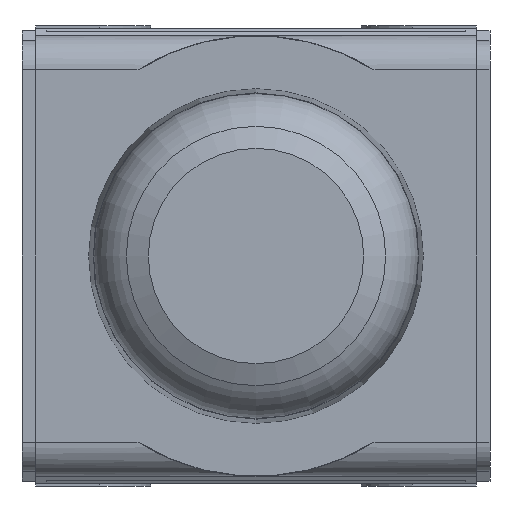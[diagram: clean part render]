
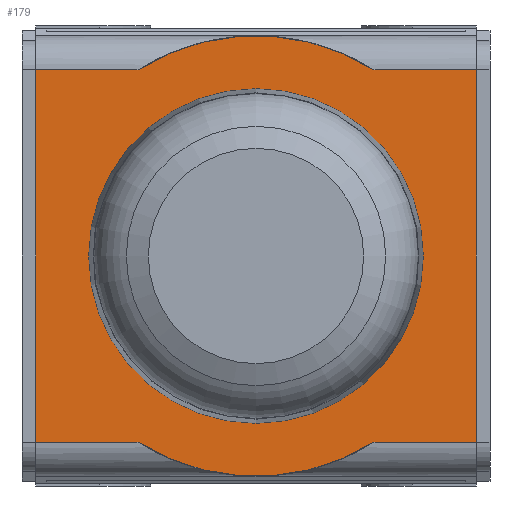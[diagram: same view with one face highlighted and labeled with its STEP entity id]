
A CAD part, front view. The second image highlights one B-rep face of the part: STEP entity #179.
In plain terms, the highlighted planar face has unit normal (0, -1, 0).
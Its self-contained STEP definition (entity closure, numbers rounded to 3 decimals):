
#179 = ADVANCED_FACE( '', ( #399 ), #400, .F. );
#399 = FACE_OUTER_BOUND( '', #859, .T. );
#400 = PLANE( '', #860 );
#859 = EDGE_LOOP( '', ( #1385, #1386, #1387, #1388, #1389, #1390, #1391, #1392 ) );
#860 = AXIS2_PLACEMENT_3D( '', #1393, #1394, #1395 );
#1385 = ORIENTED_EDGE( '', *, *, #2932, .T. );
#1386 = ORIENTED_EDGE( '', *, *, #2915, .T. );
#1387 = ORIENTED_EDGE( '', *, *, #2928, .T. );
#1388 = ORIENTED_EDGE( '', *, *, #2933, .T. );
#1389 = ORIENTED_EDGE( '', *, *, #2919, .F. );
#1390 = ORIENTED_EDGE( '', *, *, #2934, .T. );
#1391 = ORIENTED_EDGE( '', *, *, #2925, .F. );
#1392 = ORIENTED_EDGE( '', *, *, #2935, .F. );
#1393 = CARTESIAN_POINT( '', ( 22.5, 0., 19. ) );
#1394 = DIRECTION( '', ( 0., 1., 0. ) );
#1395 = DIRECTION( '', ( 0., 0., 1. ) );
#2915 = EDGE_CURVE( '', #3439, #3440, #3441, .T. );
#2919 = EDGE_CURVE( '', #3445, #3448, #3449, .T. );
#2925 = EDGE_CURVE( '', #3457, #3453, #3459, .T. );
#2928 = EDGE_CURVE( '', #3440, #3462, #3464, .T. );
#2932 = EDGE_CURVE( '', #3470, #3439, #3471, .T. );
#2933 = EDGE_CURVE( '', #3462, #3448, #3472, .T. );
#2934 = EDGE_CURVE( '', #3445, #3453, #3473, .T. );
#2935 = EDGE_CURVE( '', #3470, #3457, #3474, .T. );
#3439 = VERTEX_POINT( '', #4292 );
#3440 = VERTEX_POINT( '', #4293 );
#3441 = CIRCLE( '', #4294, 22.5 );
#3445 = VERTEX_POINT( '', #4332 );
#3448 = VERTEX_POINT( '', #4352 );
#3449 = LINE( '', #4353, #4354 );
#3453 = VERTEX_POINT( '', #4359 );
#3457 = VERTEX_POINT( '', #4381 );
#3459 = LINE( '', #4383, #4384 );
#3462 = VERTEX_POINT( '', #4388 );
#3464 = LINE( '', #4390, #4391 );
#3470 = VERTEX_POINT( '', #4400 );
#3471 = LINE( '', #4401, #4402 );
#3472 = LINE( '', #4403, #4404 );
#3473 = CIRCLE( '', #4405, 22.5 );
#3474 = LINE( '', #4406, #4407 );
#4292 = CARTESIAN_POINT( '', ( 12.052, 0., 19. ) );
#4293 = CARTESIAN_POINT( '', ( -12.052, 0., 19. ) );
#4294 = AXIS2_PLACEMENT_3D( '', #5540, #5541, #5542 );
#4332 = CARTESIAN_POINT( '', ( -12.052, 0., -19. ) );
#4352 = CARTESIAN_POINT( '', ( -22.5, 0., -19. ) );
#4353 = CARTESIAN_POINT( '', ( 22.5, 0., -19. ) );
#4354 = VECTOR( '', #5543, 1000. );
#4359 = CARTESIAN_POINT( '', ( 12.052, 0., -19. ) );
#4381 = CARTESIAN_POINT( '', ( 22.5, 0., -19. ) );
#4383 = CARTESIAN_POINT( '', ( 22.5, 0., -19. ) );
#4384 = VECTOR( '', #5552, 1000. );
#4388 = CARTESIAN_POINT( '', ( -22.5, 0., 19. ) );
#4390 = CARTESIAN_POINT( '', ( 22.5, 0., 19. ) );
#4391 = VECTOR( '', #5557, 1000. );
#4400 = CARTESIAN_POINT( '', ( 22.5, 0., 19. ) );
#4401 = CARTESIAN_POINT( '', ( 22.5, 0., 19. ) );
#4402 = VECTOR( '', #5561, 1000. );
#4403 = CARTESIAN_POINT( '', ( -22.5, 0., 19. ) );
#4404 = VECTOR( '', #5562, 1000. );
#4405 = AXIS2_PLACEMENT_3D( '', #5563, #5564, #5565 );
#4406 = CARTESIAN_POINT( '', ( 22.5, 0., 19. ) );
#4407 = VECTOR( '', #5566, 1000. );
#5540 = CARTESIAN_POINT( '', ( 0., 0., 0. ) );
#5541 = DIRECTION( '', ( 0., -1., 0. ) );
#5542 = DIRECTION( '', ( 0., 0., -1. ) );
#5543 = DIRECTION( '', ( -1., 0., 0. ) );
#5552 = DIRECTION( '', ( -1., 0., 0. ) );
#5557 = DIRECTION( '', ( -1., 0., 0. ) );
#5561 = DIRECTION( '', ( -1., 0., 0. ) );
#5562 = DIRECTION( '', ( 0., 0., -1. ) );
#5563 = CARTESIAN_POINT( '', ( 0., 0., 0. ) );
#5564 = DIRECTION( '', ( 0., -1., 0. ) );
#5565 = DIRECTION( '', ( 0., 0., -1. ) );
#5566 = DIRECTION( '', ( 0., 0., -1. ) );
